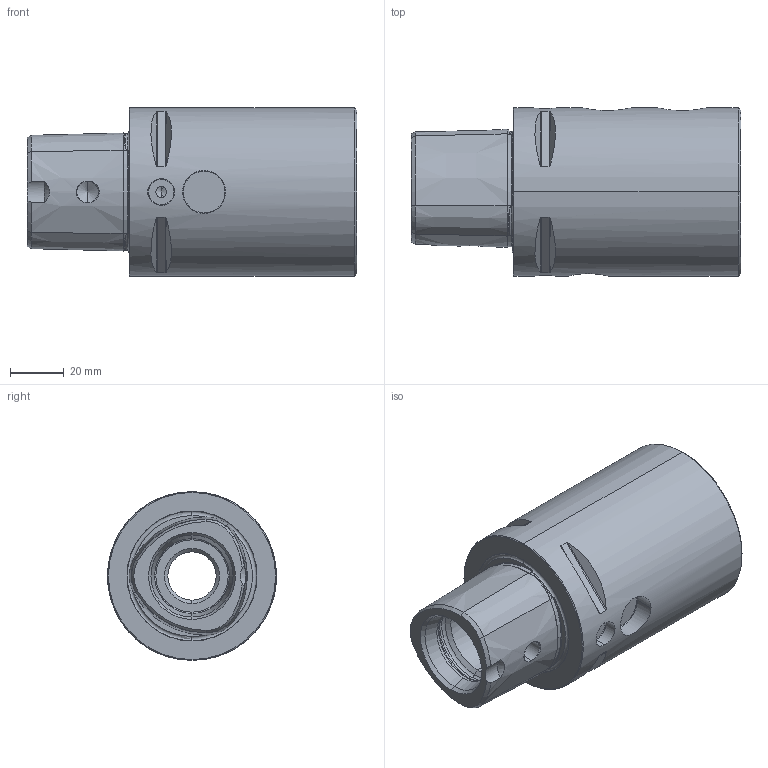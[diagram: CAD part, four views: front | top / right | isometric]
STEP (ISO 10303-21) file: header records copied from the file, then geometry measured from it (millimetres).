
FILE_DESCRIPTION (( 'STEP AP214' ), '1' );
FILE_NAME ('PS6.K40.K01.085.STEP', '2023-06-30T07:30:44', ( '' ), ( '' ), 'SwSTEP 2.0', 'SolidWorks 2017', '' );
FILE_SCHEMA (( 'AUTOMOTIVE_DESIGN' ));
Length unit declared in the file: millimetre
Products named in the file (4): PS6.K40.K01.085; PS6-K40.K01.085_C; K40-ER1.016.012; K40-ER2.016.014_PreviewCfg
Assembly tree (3 placements, depth 2):
  PS6.K40.K01.085
    PS6-K40.K01.085_C
    K40-ER1.016.012
    K40-ER2.016.014_PreviewCfg
Bounding box: 123 x 63 x 63 mm (x, y, z)
Volume: 197923.1 mm3; surface area: 44159.4 mm2
Topology: 3 solids, 3 shells, 202 faces, 465 edges, 270 vertices
Faces by surface type: cone 71, plane 50, cylinder 45, torus 36
Entity records: 6961 total; most frequent: CARTESIAN_POINT 2236, DIRECTION 976, ORIENTED_EDGE 906, EDGE_CURVE 453, AXIS2_PLACEMENT_3D 407, VERTEX_POINT 270, EDGE_LOOP 223, FACE_OUTER_BOUND 202
